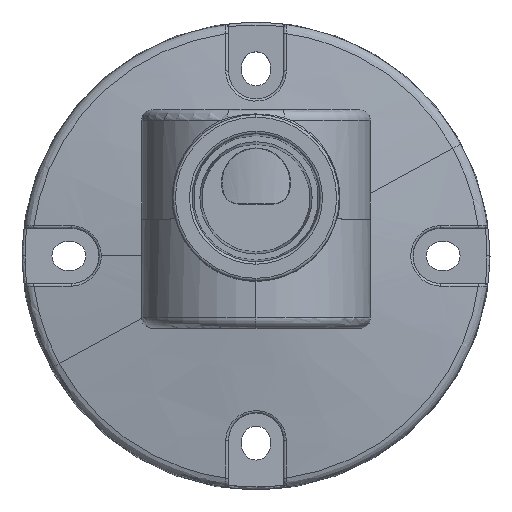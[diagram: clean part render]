
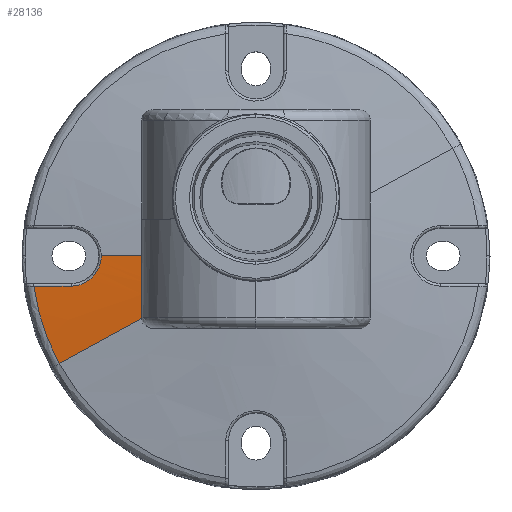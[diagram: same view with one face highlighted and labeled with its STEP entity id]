
A CAD part, top view. The second image highlights one B-rep face of the part: STEP entity #28136.
In plain terms, the highlighted free-form (B-spline) face has degree [1, 3] with [2, 4] control points.
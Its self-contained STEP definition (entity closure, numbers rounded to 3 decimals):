
#913 = ORIENTED_EDGE ( 'NONE', *, *, #44946, .T. ) ;
#2142 = CARTESIAN_POINT ( 'NONE',  ( -75.35, 11.234, 64.795 ) ) ;
#3847 = B_SPLINE_CURVE_WITH_KNOTS ( 'NONE', 4,
 ( #29361, #6367, #13525, #22187, #33179 ),
 .UNSPECIFIED., .F., .F.,
 ( 5, 5 ),
 ( 91.271, 110.791 ),
 .UNSPECIFIED. ) ;
#3919 = CARTESIAN_POINT ( 'NONE',  ( -53.955, 14.781, 67.75 ) ) ;
#4436 = VERTEX_POINT ( 'NONE', #5238 ) ;
#5238 = CARTESIAN_POINT ( 'NONE',  ( -76.521, 11.16, 64.637 ) ) ;
#6367 = CARTESIAN_POINT ( 'NONE',  ( -83.153, 7.265, 63.68 ) ) ;
#6438 = ORIENTED_EDGE ( 'NONE', *, *, #25874, .F. ) ;
#6728 = CARTESIAN_POINT ( 'NONE',  ( -78.797, -3.702, 63.68 ) ) ;
#6873 = AXIS2_PLACEMENT_3D ( 'NONE', #17935, #16949, #28691 ) ;
#7738 = CARTESIAN_POINT ( 'NONE',  ( -82.279, 2.671, 63.68 ) ) ;
#9794 = CARTESIAN_POINT ( 'NONE',  ( -76.521, 11.16, 64.637 ) ) ;
#11067 = CARTESIAN_POINT ( 'NONE',  ( -53.414, 12.66, 67.75 ) ) ;
#11330 = CARTESIAN_POINT ( 'NONE',  ( -53.955, 16.971, 67.75 ) ) ;
#12874 = ORIENTED_EDGE ( 'NONE', *, *, #30468, .F. ) ;
#12901 = VERTEX_POINT ( 'NONE', #46932 ) ;
#13525 = CARTESIAN_POINT ( 'NONE',  ( -82.149, 3.433, 63.68 ) ) ;
#14195 = CARTESIAN_POINT ( 'NONE',  ( -83.682, 11.162, 63.68 ) ) ;
#14616 = VERTEX_POINT ( 'NONE', #31956 ) ;
#14689 = CARTESIAN_POINT ( 'NONE',  ( -78.912, 11.161, 64.318 ) ) ;
#16821 =( BOUNDED_SURFACE ( )  B_SPLINE_SURFACE ( 1, 3, ( 
 ( #41968, #11067, #3919, #27148 ),
 ( #6728, #7738, #23310, #26390 ) ),
 .UNSPECIFIED., .F., .F., .F. ) 
 B_SPLINE_SURFACE_WITH_KNOTS ( ( 2, 2 ),
 ( 4, 4 ),
 ( -16.056, 14.338 ),
 ( 0., 1. ),
 .UNSPECIFIED. ) 
 GEOMETRIC_REPRESENTATION_ITEM ( )  RATIONAL_B_SPLINE_SURFACE ( (
 ( 1., 0.979, 0.979, 1.),
 ( 1., 0.979, 0.979, 1.) ) ) 
 REPRESENTATION_ITEM ( '' )  SURFACE ( )  );
#16949 = DIRECTION ( 'NONE',  ( 0., 0., 1. ) ) ;
#17769 = ORIENTED_EDGE ( 'NONE', *, *, #25615, .T. ) ;
#17935 = CARTESIAN_POINT ( 'NONE',  ( -40.955, 16.971, 67.75 ) ) ;
#18475 = CARTESIAN_POINT ( 'NONE',  ( -72.03, 13.075, 65.276 ) ) ;
#21093 = CARTESIAN_POINT ( 'NONE',  ( -52.364, 10.738, 67.75 ) ) ;
#21557 = CARTESIAN_POINT ( 'NONE',  ( -74.778, 11.381, 64.874 ) ) ;
#22187 = CARTESIAN_POINT ( 'NONE',  ( -80.683, -0.25, 63.68 ) ) ;
#22789 = CARTESIAN_POINT ( 'NONE',  ( -73.279, 11.978, 65.087 ) ) ;
#23040 = CARTESIAN_POINT ( 'NONE',  ( -70.749, 16.36, 65.48 ) ) ;
#23310 = CARTESIAN_POINT ( 'NONE',  ( -84.075, 9.708, 63.68 ) ) ;
#23820 = EDGE_CURVE ( 'NONE', #43658, #14616, #3847, .T. ) ;
#24112 = B_SPLINE_CURVE_WITH_KNOTS ( 'NONE', 3,
 ( #14195, #34105, #14689, #46110 ),
 .UNSPECIFIED., .F., .F.,
 ( 4, 4 ),
 ( 8.668, 18.942 ),
 .UNSPECIFIED. ) ;
#24367 = B_SPLINE_CURVE_WITH_KNOTS ( 'NONE', 1,
 ( #11330, #46563 ),
 .UNSPECIFIED., .F., .F.,
 ( 2, 2 ),
 ( -16.056, 0.864 ),
 .UNSPECIFIED. ) ;
#25615 = EDGE_CURVE ( 'NONE', #29479, #12901, #24367, .T. ) ;
#25874 = EDGE_CURVE ( 'NONE', #29479, #39340, #30540, .T. ) ;
#26157 = CARTESIAN_POINT ( 'NONE',  ( -52.364, 10.738, 67.75 ) ) ;
#26390 = CARTESIAN_POINT ( 'NONE',  ( -84.075, 16.971, 63.68 ) ) ;
#26898 = EDGE_LOOP ( 'NONE', ( #6438, #17769, #12874, #36968, #45422, #913 ) ) ;
#27000 = B_SPLINE_CURVE_WITH_KNOTS ( 'NONE', 1,
 ( #41250, #26157 ),
 .UNSPECIFIED., .F., .F.,
 ( 2, 2 ),
 ( -14.338, 16.056 ),
 .UNSPECIFIED. ) ;
#27148 = CARTESIAN_POINT ( 'NONE',  ( -53.955, 16.971, 67.75 ) ) ;
#28136 = ADVANCED_FACE ( 'NONE', ( #31235 ), #16821, .F. ) ;
#28691 = DIRECTION ( 'NONE',  ( 1., 0., 0. ) ) ;
#29361 = CARTESIAN_POINT ( 'NONE',  ( -83.682, 11.162, 63.68 ) ) ;
#29479 = VERTEX_POINT ( 'NONE', #49598 ) ;
#29723 = CARTESIAN_POINT ( 'NONE',  ( -70.731, 16.563, 65.483 ) ) ;
#30468 = EDGE_CURVE ( 'NONE', #4436, #12901, #34327, .T. ) ;
#30540 = CIRCLE ( 'NONE', #6873, 13. ) ;
#31235 = FACE_OUTER_BOUND ( 'NONE', #26898, .T. ) ;
#31956 = CARTESIAN_POINT ( 'NONE',  ( -78.797, -3.702, 63.68 ) ) ;
#33179 = CARTESIAN_POINT ( 'NONE',  ( -78.797, -3.702, 63.68 ) ) ;
#34105 = CARTESIAN_POINT ( 'NONE',  ( -81.292, 11.161, 64. ) ) ;
#34327 = B_SPLINE_CURVE_WITH_KNOTS ( 'NONE', 5,
 ( #9794, #40954, #2142, #21557, #22789, #18475, #45770, #50106, #23040, #29723, #42436, #38135 ),
 .UNSPECIFIED., .F., .F.,
 ( 6, 3, 3, 6 ),
 ( 0., 0.163, 0.445, 0.5 ),
 .UNSPECIFIED. ) ;
#36731 = CARTESIAN_POINT ( 'NONE',  ( -83.682, 11.162, 63.68 ) ) ;
#36968 = ORIENTED_EDGE ( 'NONE', *, *, #38026, .F. ) ;
#38026 = EDGE_CURVE ( 'NONE', #43658, #4436, #24112, .T. ) ;
#38135 = CARTESIAN_POINT ( 'NONE',  ( -70.722, 16.971, 65.484 ) ) ;
#39340 = VERTEX_POINT ( 'NONE', #21093 ) ;
#40954 = CARTESIAN_POINT ( 'NONE',  ( -75.934, 11.16, 64.715 ) ) ;
#41250 = CARTESIAN_POINT ( 'NONE',  ( -78.797, -3.702, 63.68 ) ) ;
#41968 = CARTESIAN_POINT ( 'NONE',  ( -52.364, 10.738, 67.75 ) ) ;
#42436 = CARTESIAN_POINT ( 'NONE',  ( -70.722, 16.767, 65.484 ) ) ;
#43658 = VERTEX_POINT ( 'NONE', #36731 ) ;
#44946 = EDGE_CURVE ( 'NONE', #14616, #39340, #27000, .T. ) ;
#45422 = ORIENTED_EDGE ( 'NONE', *, *, #23820, .T. ) ;
#45770 = CARTESIAN_POINT ( 'NONE',  ( -71.399, 13.952, 65.376 ) ) ;
#46110 = CARTESIAN_POINT ( 'NONE',  ( -76.521, 11.16, 64.637 ) ) ;
#46563 = CARTESIAN_POINT ( 'NONE',  ( -70.722, 16.971, 65.484 ) ) ;
#46932 = CARTESIAN_POINT ( 'NONE',  ( -70.722, 16.971, 65.484 ) ) ;
#49598 = CARTESIAN_POINT ( 'NONE',  ( -53.955, 16.971, 67.75 ) ) ;
#50106 = CARTESIAN_POINT ( 'NONE',  ( -70.911, 15.128, 65.454 ) ) ;
